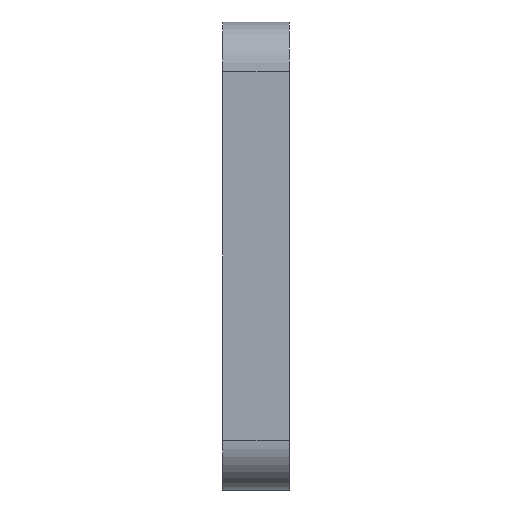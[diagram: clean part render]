
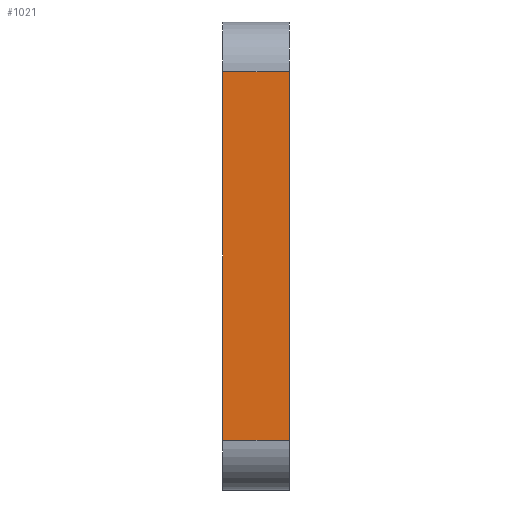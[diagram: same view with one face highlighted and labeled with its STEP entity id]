
A CAD part, left-side view. The second image highlights one B-rep face of the part: STEP entity #1021.
In plain terms, the highlighted planar face has unit normal (-1, 0, 0).
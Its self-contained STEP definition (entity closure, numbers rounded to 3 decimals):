
#147=FACE_OUTER_BOUND('',#203,.T.);
#203=EDGE_LOOP('',(#873,#874,#875,#876));
#239=LINE('',#1518,#333);
#254=LINE('',#1598,#348);
#303=LINE('',#1741,#397);
#304=LINE('',#1742,#398);
#333=VECTOR('',#1193,10.);
#348=VECTOR('',#1262,10.);
#397=VECTOR('',#1427,10.);
#398=VECTOR('',#1428,10.);
#427=VERTEX_POINT('',#1515);
#428=VERTEX_POINT('',#1517);
#465=VERTEX_POINT('',#1595);
#466=VERTEX_POINT('',#1597);
#530=EDGE_CURVE('',#428,#427,#239,.T.);
#571=EDGE_CURVE('',#465,#466,#254,.T.);
#643=EDGE_CURVE('',#427,#466,#303,.T.);
#644=EDGE_CURVE('',#428,#465,#304,.T.);
#873=ORIENTED_EDGE('',*,*,#530,.T.);
#874=ORIENTED_EDGE('',*,*,#643,.T.);
#875=ORIENTED_EDGE('',*,*,#571,.F.);
#876=ORIENTED_EDGE('',*,*,#644,.F.);
#977=PLANE('',#1139);
#1021=ADVANCED_FACE('',(#147),#977,.T.);
#1139=AXIS2_PLACEMENT_3D('',#1740,#1425,#1426);
#1193=DIRECTION('',(0.,0.,1.));
#1262=DIRECTION('',(0.,0.,1.));
#1425=DIRECTION('center_axis',(-1.,0.,0.));
#1426=DIRECTION('ref_axis',(0.,0.,1.));
#1427=DIRECTION('',(0.,1.,0.));
#1428=DIRECTION('',(0.,1.,0.));
#1515=CARTESIAN_POINT('',(-53.3,0.,25.));
#1517=CARTESIAN_POINT('',(-53.3,0.,-25.));
#1518=CARTESIAN_POINT('',(-53.3,0.,-25.));
#1595=CARTESIAN_POINT('',(-53.3,9.,-25.));
#1597=CARTESIAN_POINT('',(-53.3,9.,25.));
#1598=CARTESIAN_POINT('',(-53.3,9.,-25.));
#1740=CARTESIAN_POINT('Origin',(-53.3,0.,-25.));
#1741=CARTESIAN_POINT('',(-53.3,0.,25.));
#1742=CARTESIAN_POINT('',(-53.3,0.,-25.));
